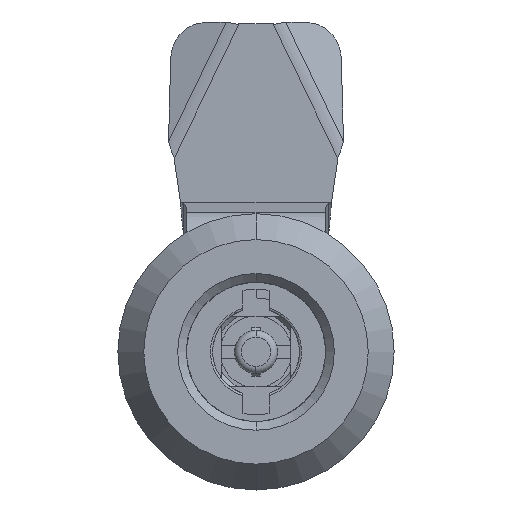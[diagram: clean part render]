
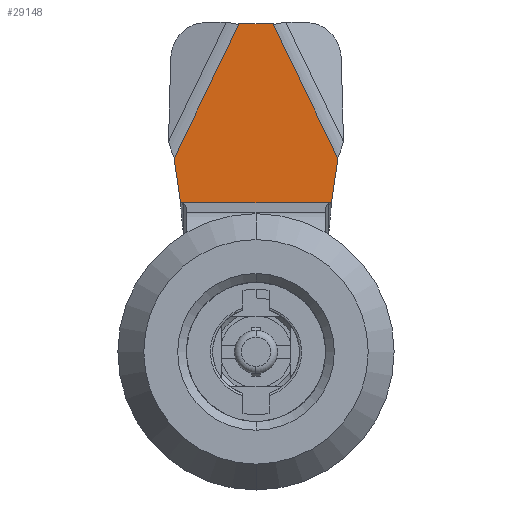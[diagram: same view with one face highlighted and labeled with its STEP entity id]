
A CAD part, front view. The second image highlights one B-rep face of the part: STEP entity #29148.
In plain terms, the highlighted planar face has unit normal (0, -1, 0).
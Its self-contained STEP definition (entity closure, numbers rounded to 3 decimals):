
#1546 = ORIENTED_EDGE ( 'NONE', *, *, #78975, .F. ) ;
#2278 = CARTESIAN_POINT ( 'NONE',  ( -5.5, 43., 22.792 ) ) ;
#3320 = VERTEX_POINT ( 'NONE', #4430 ) ;
#4108 = DIRECTION ( 'NONE',  ( 0., 0., -1. ) ) ;
#4331 = VECTOR ( 'NONE', #81784, 1000. ) ;
#4430 = CARTESIAN_POINT ( 'NONE',  ( -1.998, 43., 38. ) ) ;
#4662 = CARTESIAN_POINT ( 'NONE',  ( 0., 43., 17.276 ) ) ;
#6139 = CARTESIAN_POINT ( 'NONE',  ( 18.223, 43., 4.367 ) ) ;
#7817 = VERTEX_POINT ( 'NONE', #25334 ) ;
#10032 = ORIENTED_EDGE ( 'NONE', *, *, #72427, .T. ) ;
#11669 = EDGE_CURVE ( 'NONE', #70037, #45716, #11777, .T. ) ;
#11777 = LINE ( 'NONE', #17610, #60005 ) ;
#14256 = CARTESIAN_POINT ( 'NONE',  ( 5.5, 43., 22.792 ) ) ;
#15163 = ORIENTED_EDGE ( 'NONE', *, *, #11669, .T. ) ;
#15352 = VERTEX_POINT ( 'NONE', #25024 ) ;
#15459 = CIRCLE ( 'NONE', #69808, 4. ) ;
#16782 = CARTESIAN_POINT ( 'NONE',  ( -7.3, 43., 7.5 ) ) ;
#17106 = EDGE_CURVE ( 'NONE', #35544, #60609, #31996, .T. ) ;
#17610 = CARTESIAN_POINT ( 'NONE',  ( -18.223, 43., 4.367 ) ) ;
#18046 = DIRECTION ( 'NONE',  ( -0.436, 0., -0.9 ) ) ;
#19864 = VECTOR ( 'NONE', #32376, 1000. ) ;
#20532 = DIRECTION ( 'NONE',  ( 0., 0., 1. ) ) ;
#22905 = DIRECTION ( 'NONE',  ( 0., 0., 1. ) ) ;
#24403 = DIRECTION ( 'NONE',  ( -0.145, 0., 0.989 ) ) ;
#24772 = ORIENTED_EDGE ( 'NONE', *, *, #36737, .F. ) ;
#25024 = CARTESIAN_POINT ( 'NONE',  ( 9.484, 43., 22.43 ) ) ;
#25334 = CARTESIAN_POINT ( 'NONE',  ( 1.998, 43., 38. ) ) ;
#25877 = CARTESIAN_POINT ( 'NONE',  ( 9.5, 43., 22.5 ) ) ;
#27245 = DIRECTION ( 'NONE',  ( 0., -1., 0. ) ) ;
#28680 = DIRECTION ( 'NONE',  ( 0., -1., 0. ) ) ;
#29148 = ADVANCED_FACE ( 'NONE', ( #77522 ), #43524, .F. ) ;
#30219 = CARTESIAN_POINT ( 'NONE',  ( -1.998, 43., 37.9 ) ) ;
#31996 = LINE ( 'NONE', #16782, #70084 ) ;
#32376 = DIRECTION ( 'NONE',  ( 1., 0., 0. ) ) ;
#33881 = LINE ( 'NONE', #46476, #4331 ) ;
#34564 = VERTEX_POINT ( 'NONE', #64059 ) ;
#35544 = VERTEX_POINT ( 'NONE', #55483 ) ;
#35547 = VECTOR ( 'NONE', #88532, 1000. ) ;
#36737 = EDGE_CURVE ( 'NONE', #7817, #34564, #33881, .T. ) ;
#39782 = VECTOR ( 'NONE', #4108, 1000. ) ;
#40179 = EDGE_CURVE ( 'NONE', #64559, #88343, #87213, .T. ) ;
#41052 = LINE ( 'NONE', #6139, #51424 ) ;
#41870 = CARTESIAN_POINT ( 'NONE',  ( -9.458, 43., 22.211 ) ) ;
#42879 = ORIENTED_EDGE ( 'NONE', *, *, #77250, .T. ) ;
#43524 = PLANE ( 'NONE',  #58607 ) ;
#44266 = CIRCLE ( 'NONE', #87099, 4. ) ;
#44975 = LINE ( 'NONE', #4662, #19864 ) ;
#45305 = CARTESIAN_POINT ( 'NONE',  ( -1.998, 43., 38. ) ) ;
#45716 = VERTEX_POINT ( 'NONE', #63582 ) ;
#46476 = CARTESIAN_POINT ( 'NONE',  ( 1.998, 43., 38. ) ) ;
#46502 = DIRECTION ( 'NONE',  ( -0.145, 0., -0.989 ) ) ;
#46793 = CARTESIAN_POINT ( 'NONE',  ( 8.734, 43., 17.276 ) ) ;
#49171 = CARTESIAN_POINT ( 'NONE',  ( -1.998, 43., 38. ) ) ;
#49182 = EDGE_LOOP ( 'NONE', ( #1546, #24772, #80252, #55167, #15163, #73207, #51002, #10032, #75257, #42879 ) ) ;
#51002 = ORIENTED_EDGE ( 'NONE', *, *, #17106, .F. ) ;
#51424 = VECTOR ( 'NONE', #62090, 1000. ) ;
#55167 = ORIENTED_EDGE ( 'NONE', *, *, #56577, .T. ) ;
#55483 = CARTESIAN_POINT ( 'NONE',  ( -8.734, 43., 17.276 ) ) ;
#56577 = EDGE_CURVE ( 'NONE', #3320, #70037, #77970, .T. ) ;
#57790 = EDGE_CURVE ( 'NONE', #45716, #60609, #15459, .T. ) ;
#58607 = AXIS2_PLACEMENT_3D ( 'NONE', #77076, #63680, #22905 ) ;
#60005 = VECTOR ( 'NONE', #18046, 1000. ) ;
#60609 = VERTEX_POINT ( 'NONE', #41870 ) ;
#62090 = DIRECTION ( 'NONE',  ( 0.436, 0., -0.9 ) ) ;
#63582 = CARTESIAN_POINT ( 'NONE',  ( -9.484, 43., 22.43 ) ) ;
#63680 = DIRECTION ( 'NONE',  ( 0., 1., 0. ) ) ;
#64059 = CARTESIAN_POINT ( 'NONE',  ( 1.998, 43., 37.9 ) ) ;
#64559 = VERTEX_POINT ( 'NONE', #73844 ) ;
#66967 = EDGE_CURVE ( 'NONE', #3320, #7817, #69298, .T. ) ;
#69298 = LINE ( 'NONE', #49171, #35547 ) ;
#69808 = AXIS2_PLACEMENT_3D ( 'NONE', #2278, #28680, #69878 ) ;
#69878 = DIRECTION ( 'NONE',  ( 0., 0., 1. ) ) ;
#70037 = VERTEX_POINT ( 'NONE', #30219 ) ;
#70084 = VECTOR ( 'NONE', #24403, 1000. ) ;
#72427 = EDGE_CURVE ( 'NONE', #35544, #88343, #44975, .T. ) ;
#73207 = ORIENTED_EDGE ( 'NONE', *, *, #57790, .T. ) ;
#73844 = CARTESIAN_POINT ( 'NONE',  ( 9.458, 43., 22.211 ) ) ;
#74400 = VECTOR ( 'NONE', #46502, 1000. ) ;
#75257 = ORIENTED_EDGE ( 'NONE', *, *, #40179, .F. ) ;
#77076 = CARTESIAN_POINT ( 'NONE',  ( 0., 43., -4.451 ) ) ;
#77250 = EDGE_CURVE ( 'NONE', #64559, #15352, #44266, .T. ) ;
#77522 = FACE_OUTER_BOUND ( 'NONE', #49182, .T. ) ;
#77970 = LINE ( 'NONE', #45305, #39782 ) ;
#78975 = EDGE_CURVE ( 'NONE', #34564, #15352, #41052, .T. ) ;
#80252 = ORIENTED_EDGE ( 'NONE', *, *, #66967, .F. ) ;
#81784 = DIRECTION ( 'NONE',  ( 0., 0., -1. ) ) ;
#87099 = AXIS2_PLACEMENT_3D ( 'NONE', #14256, #27245, #20532 ) ;
#87213 = LINE ( 'NONE', #25877, #74400 ) ;
#88343 = VERTEX_POINT ( 'NONE', #46793 ) ;
#88532 = DIRECTION ( 'NONE',  ( 1., 0., 0. ) ) ;
